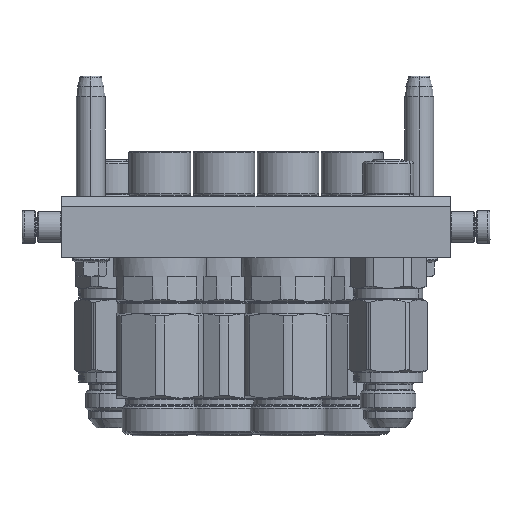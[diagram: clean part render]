
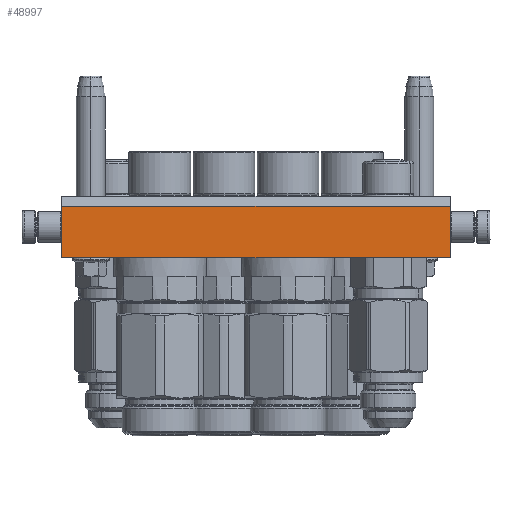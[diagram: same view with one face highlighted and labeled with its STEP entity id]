
A CAD part, left-side view. The second image highlights one B-rep face of the part: STEP entity #48997.
In plain terms, the highlighted face is planar.
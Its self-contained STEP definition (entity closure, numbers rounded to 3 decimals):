
#813 = CARTESIAN_POINT ( 'NONE',  ( 94., -10., -45. ) ) ;
#3105 = CARTESIAN_POINT ( 'NONE',  ( -94., -10., -45. ) ) ;
#4218 = ORIENTED_EDGE ( 'NONE', *, *, #22701, .F. ) ;
#5131 = DIRECTION ( 'NONE',  ( 0., 1., 0. ) ) ;
#5394 = LINE ( 'NONE', #3105, #39637 ) ;
#5470 = EDGE_LOOP ( 'NONE', ( #32977, #31105, #4218, #26096 ) ) ;
#5526 = VERTEX_POINT ( 'NONE', #12518 ) ;
#8805 = VECTOR ( 'NONE', #5131, 1000. ) ;
#9688 = EDGE_CURVE ( 'NONE', #37617, #21940, #5394, .T. ) ;
#10914 = FACE_OUTER_BOUND ( 'NONE', #5470, .T. ) ;
#11323 = DIRECTION ( 'NONE',  ( 0., 1., 0. ) ) ;
#11359 = CARTESIAN_POINT ( 'NONE',  ( -94., -10., -45. ) ) ;
#12518 = CARTESIAN_POINT ( 'NONE',  ( 94., -10., -45. ) ) ;
#13857 = LINE ( 'NONE', #11359, #31335 ) ;
#16641 = AXIS2_PLACEMENT_3D ( 'NONE', #51173, #46073, #42376 ) ;
#17044 = LINE ( 'NONE', #57779, #42250 ) ;
#19327 = EDGE_CURVE ( 'NONE', #41635, #21940, #17044, .T. ) ;
#21940 = VERTEX_POINT ( 'NONE', #50408 ) ;
#22701 = EDGE_CURVE ( 'NONE', #5526, #41635, #56275, .T. ) ;
#26096 = ORIENTED_EDGE ( 'NONE', *, *, #56782, .F. ) ;
#29337 = DIRECTION ( 'NONE',  ( 1., 0., 0. ) ) ;
#31105 = ORIENTED_EDGE ( 'NONE', *, *, #19327, .F. ) ;
#31335 = VECTOR ( 'NONE', #29337, 1000. ) ;
#32977 = ORIENTED_EDGE ( 'NONE', *, *, #9688, .T. ) ;
#33571 = PLANE ( 'NONE',  #16641 ) ;
#37617 = VERTEX_POINT ( 'NONE', #53889 ) ;
#39637 = VECTOR ( 'NONE', #11323, 1000. ) ;
#40266 = DIRECTION ( 'NONE',  ( -1., 0., 0. ) ) ;
#41635 = VERTEX_POINT ( 'NONE', #48976 ) ;
#42250 = VECTOR ( 'NONE', #40266, 1000. ) ;
#42376 = DIRECTION ( 'NONE',  ( -1., 0., 0. ) ) ;
#46073 = DIRECTION ( 'NONE',  ( 0., 0., -1. ) ) ;
#48976 = CARTESIAN_POINT ( 'NONE',  ( 94., 15., -45. ) ) ;
#48997 = ADVANCED_FACE ( 'NONE', ( #10914 ), #33571, .T. ) ;
#50408 = CARTESIAN_POINT ( 'NONE',  ( -94., 15., -45. ) ) ;
#51173 = CARTESIAN_POINT ( 'NONE',  ( 94., -15., -45. ) ) ;
#53889 = CARTESIAN_POINT ( 'NONE',  ( -94., -10., -45. ) ) ;
#56275 = LINE ( 'NONE', #813, #8805 ) ;
#56782 = EDGE_CURVE ( 'NONE', #37617, #5526, #13857, .T. ) ;
#57779 = CARTESIAN_POINT ( 'NONE',  ( 94., 15., -45. ) ) ;
